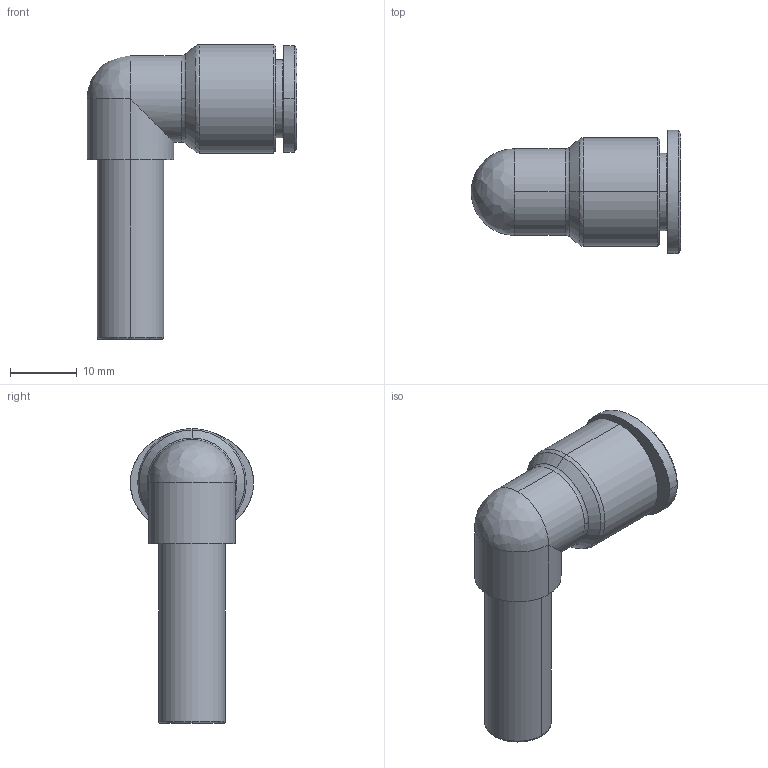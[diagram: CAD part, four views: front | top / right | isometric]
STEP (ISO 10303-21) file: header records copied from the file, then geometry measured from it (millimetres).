
FILE_DESCRIPTION (( 'STEP AP214' ), '1' );
FILE_NAME ('PLJ10.stp', '2015-09-07T09:38:50', ( '' ), ( '' ), 'SwSTEP 2.0', 'SolidWorks 2015', '' );
FILE_SCHEMA (( 'AUTOMOTIVE_DESIGN' ));
Length unit declared in the file: millimetre
Products named in the file (2): ｦ+ﾃｦ1_1; PLJ10
Assembly tree (1 placements, depth 2):
  PLJ10
    ｦ+ﾃｦ1_1
Bounding box: 31.5 x 18.5 x 44.3 mm (x, y, z)
Volume: 4301.4 mm3; surface area: 4485.1 mm2
Topology: 1 solids, 1 shells, 425 faces, 1211 edges, 803 vertices
Faces by surface type: plane 383, cylinder 16, bspline 14, cone 10, torus 2
Entity records: 14778 total; most frequent: CARTESIAN_POINT 3373, ORIENTED_EDGE 2420, DIRECTION 2074, EDGE_CURVE 1210, VECTOR 1128, LINE 1128, VERTEX_POINT 803, AXIS2_PLACEMENT_3D 473
